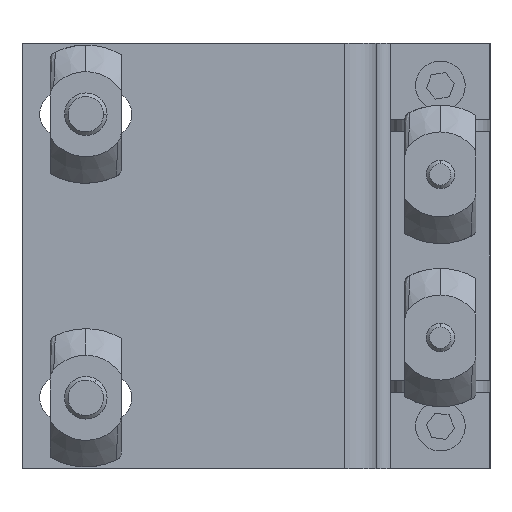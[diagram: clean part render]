
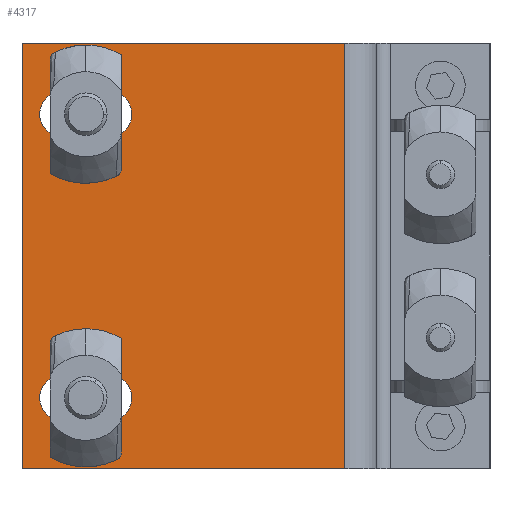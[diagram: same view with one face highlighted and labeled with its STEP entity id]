
A CAD part, front view. The second image highlights one B-rep face of the part: STEP entity #4317.
In plain terms, the highlighted planar face has unit normal (0, -1, 0).
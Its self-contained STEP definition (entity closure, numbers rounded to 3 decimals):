
#76 = CARTESIAN_POINT ( 'NONE',  ( -19.25, -2.5, 20. ) ) ;
#157 = EDGE_LOOP ( 'NONE', ( #2869, #768, #1035, #5460 ) ) ;
#312 = CIRCLE ( 'NONE', #600, 3.25 ) ;
#389 = EDGE_CURVE ( 'NONE', #5231, #5790, #6804, .T. ) ;
#443 = CARTESIAN_POINT ( 'NONE',  ( -19.25, -2.5, -16.75 ) ) ;
#454 = PLANE ( 'NONE',  #1412 ) ;
#600 = AXIS2_PLACEMENT_3D ( 'NONE', #5564, #5610, #6729 ) ;
#610 = DIRECTION ( 'NONE',  ( -1., 0., 0. ) ) ;
#704 = LINE ( 'NONE', #3776, #6673 ) ;
#711 = CARTESIAN_POINT ( 'NONE',  ( -12.75, -2.5, 20. ) ) ;
#714 = ORIENTED_EDGE ( 'NONE', *, *, #7205, .F. ) ;
#768 = ORIENTED_EDGE ( 'NONE', *, *, #7463, .T. ) ;
#1035 = ORIENTED_EDGE ( 'NONE', *, *, #4672, .T. ) ;
#1066 = ORIENTED_EDGE ( 'NONE', *, *, #6436, .F. ) ;
#1191 = EDGE_CURVE ( 'NONE', #5608, #4825, #5714, .T. ) ;
#1398 = LINE ( 'NONE', #5175, #7346 ) ;
#1412 = AXIS2_PLACEMENT_3D ( 'NONE', #6962, #4114, #6440 ) ;
#1552 = DIRECTION ( 'NONE',  ( 0., 1., 0. ) ) ;
#1686 = VECTOR ( 'NONE', #6493, 1000. ) ;
#1845 = AXIS2_PLACEMENT_3D ( 'NONE', #4125, #2920, #5302 ) ;
#1886 = DIRECTION ( 'NONE',  ( -1., 0., 0. ) ) ;
#1894 = EDGE_LOOP ( 'NONE', ( #2819, #1066, #1896, #714 ) ) ;
#1896 = ORIENTED_EDGE ( 'NONE', *, *, #3551, .F. ) ;
#2388 = EDGE_CURVE ( 'NONE', #5790, #5449, #704, .T. ) ;
#2456 = VERTEX_POINT ( 'NONE', #3595 ) ;
#2546 = CARTESIAN_POINT ( 'NONE',  ( 20.5, -2.5, 30. ) ) ;
#2654 = DIRECTION ( 'NONE',  ( 0., 0., -1. ) ) ;
#2671 = DIRECTION ( 'NONE',  ( 0., 0., 1. ) ) ;
#2819 = ORIENTED_EDGE ( 'NONE', *, *, #1191, .T. ) ;
#2869 = ORIENTED_EDGE ( 'NONE', *, *, #3874, .T. ) ;
#2920 = DIRECTION ( 'NONE',  ( 0., 1., 0. ) ) ;
#2954 = CARTESIAN_POINT ( 'NONE',  ( -12.75, -2.5, 23.25 ) ) ;
#3005 = CARTESIAN_POINT ( 'NONE',  ( -12.75, -2.5, 16.75 ) ) ;
#3060 = CARTESIAN_POINT ( 'NONE',  ( 20.5, -2.5, -30. ) ) ;
#3170 = CARTESIAN_POINT ( 'NONE',  ( -12.75, -2.5, -23.25 ) ) ;
#3208 = LINE ( 'NONE', #4296, #7586 ) ;
#3231 = CARTESIAN_POINT ( 'NONE',  ( -25., -2.5, -30. ) ) ;
#3280 = EDGE_CURVE ( 'NONE', #3567, #6090, #3568, .T. ) ;
#3368 = AXIS2_PLACEMENT_3D ( 'NONE', #711, #1552, #3590 ) ;
#3551 = EDGE_CURVE ( 'NONE', #4207, #7353, #4829, .T. ) ;
#3567 = VERTEX_POINT ( 'NONE', #6469 ) ;
#3568 = CIRCLE ( 'NONE', #1845, 3.25 ) ;
#3590 = DIRECTION ( 'NONE',  ( 0., 0., -1. ) ) ;
#3595 = CARTESIAN_POINT ( 'NONE',  ( -19.25, -2.5, -16.75 ) ) ;
#3776 = CARTESIAN_POINT ( 'NONE',  ( -19.25, -2.5, 16.75 ) ) ;
#3874 = EDGE_CURVE ( 'NONE', #6090, #6998, #1398, .T. ) ;
#3973 = LINE ( 'NONE', #3231, #7122 ) ;
#4000 = CARTESIAN_POINT ( 'NONE',  ( -19.25, -2.5, -23.25 ) ) ;
#4087 = CARTESIAN_POINT ( 'NONE',  ( -19.25, -2.5, 23.25 ) ) ;
#4114 = DIRECTION ( 'NONE',  ( 0., 1., 0. ) ) ;
#4125 = CARTESIAN_POINT ( 'NONE',  ( -12.75, -2.5, -20. ) ) ;
#4154 = VECTOR ( 'NONE', #2671, 1000. ) ;
#4207 = VERTEX_POINT ( 'NONE', #5094 ) ;
#4296 = CARTESIAN_POINT ( 'NONE',  ( -19.25, -2.5, 23.25 ) ) ;
#4315 = CARTESIAN_POINT ( 'NONE',  ( -25., -2.5, 30. ) ) ;
#4317 = ADVANCED_FACE ( 'NONE', ( #6492, #7718, #4557 ), #454, .F. ) ;
#4342 = DIRECTION ( 'NONE',  ( 1., 0., 0. ) ) ;
#4557 = FACE_OUTER_BOUND ( 'NONE', #1894, .T. ) ;
#4570 = ORIENTED_EDGE ( 'NONE', *, *, #389, .T. ) ;
#4672 = EDGE_CURVE ( 'NONE', #2456, #3567, #6002, .T. ) ;
#4728 = CARTESIAN_POINT ( 'NONE',  ( -25., -2.5, -30. ) ) ;
#4825 = VERTEX_POINT ( 'NONE', #2546 ) ;
#4829 = LINE ( 'NONE', #4728, #1686 ) ;
#4852 = LINE ( 'NONE', #4315, #6445 ) ;
#5094 = CARTESIAN_POINT ( 'NONE',  ( -25., -2.5, -30. ) ) ;
#5119 = EDGE_CURVE ( 'NONE', #5761, #5231, #3208, .T. ) ;
#5175 = CARTESIAN_POINT ( 'NONE',  ( -19.25, -2.5, -23.25 ) ) ;
#5231 = VERTEX_POINT ( 'NONE', #2954 ) ;
#5246 = AXIS2_PLACEMENT_3D ( 'NONE', #76, #6460, #2654 ) ;
#5302 = DIRECTION ( 'NONE',  ( 0., 0., 1. ) ) ;
#5411 = EDGE_CURVE ( 'NONE', #5449, #5761, #6254, .T. ) ;
#5449 = VERTEX_POINT ( 'NONE', #7271 ) ;
#5460 = ORIENTED_EDGE ( 'NONE', *, *, #3280, .T. ) ;
#5563 = ORIENTED_EDGE ( 'NONE', *, *, #2388, .T. ) ;
#5564 = CARTESIAN_POINT ( 'NONE',  ( -19.25, -2.5, -20. ) ) ;
#5608 = VERTEX_POINT ( 'NONE', #3060 ) ;
#5610 = DIRECTION ( 'NONE',  ( 0., 1., 0. ) ) ;
#5631 = VECTOR ( 'NONE', #5684, 1000. ) ;
#5684 = DIRECTION ( 'NONE',  ( 1., 0., 0. ) ) ;
#5714 = LINE ( 'NONE', #6796, #4154 ) ;
#5761 = VERTEX_POINT ( 'NONE', #4087 ) ;
#5790 = VERTEX_POINT ( 'NONE', #3005 ) ;
#6002 = LINE ( 'NONE', #443, #5631 ) ;
#6090 = VERTEX_POINT ( 'NONE', #3170 ) ;
#6171 = CARTESIAN_POINT ( 'NONE',  ( -25., -2.5, 30. ) ) ;
#6254 = CIRCLE ( 'NONE', #5246, 3.25 ) ;
#6257 = DIRECTION ( 'NONE',  ( -1., 0., 0. ) ) ;
#6269 = EDGE_LOOP ( 'NONE', ( #5563, #6508, #6357, #4570 ) ) ;
#6357 = ORIENTED_EDGE ( 'NONE', *, *, #5119, .T. ) ;
#6436 = EDGE_CURVE ( 'NONE', #7353, #4825, #4852, .T. ) ;
#6440 = DIRECTION ( 'NONE',  ( 0., 0., 1. ) ) ;
#6445 = VECTOR ( 'NONE', #7690, 1000. ) ;
#6460 = DIRECTION ( 'NONE',  ( 0., 1., 0. ) ) ;
#6469 = CARTESIAN_POINT ( 'NONE',  ( -12.75, -2.5, -16.75 ) ) ;
#6492 = FACE_BOUND ( 'NONE', #6269, .T. ) ;
#6493 = DIRECTION ( 'NONE',  ( 0., 0., 1. ) ) ;
#6508 = ORIENTED_EDGE ( 'NONE', *, *, #5411, .T. ) ;
#6673 = VECTOR ( 'NONE', #1886, 1000. ) ;
#6729 = DIRECTION ( 'NONE',  ( 0., 0., 1. ) ) ;
#6796 = CARTESIAN_POINT ( 'NONE',  ( 20.5, -2.5, -30. ) ) ;
#6804 = CIRCLE ( 'NONE', #3368, 3.25 ) ;
#6962 = CARTESIAN_POINT ( 'NONE',  ( 0., -2.5, 0. ) ) ;
#6998 = VERTEX_POINT ( 'NONE', #4000 ) ;
#7122 = VECTOR ( 'NONE', #610, 1000. ) ;
#7205 = EDGE_CURVE ( 'NONE', #5608, #4207, #3973, .T. ) ;
#7271 = CARTESIAN_POINT ( 'NONE',  ( -19.25, -2.5, 16.75 ) ) ;
#7346 = VECTOR ( 'NONE', #6257, 1000. ) ;
#7353 = VERTEX_POINT ( 'NONE', #6171 ) ;
#7463 = EDGE_CURVE ( 'NONE', #6998, #2456, #312, .T. ) ;
#7586 = VECTOR ( 'NONE', #4342, 1000. ) ;
#7690 = DIRECTION ( 'NONE',  ( 1., 0., 0. ) ) ;
#7718 = FACE_BOUND ( 'NONE', #157, .T. ) ;
